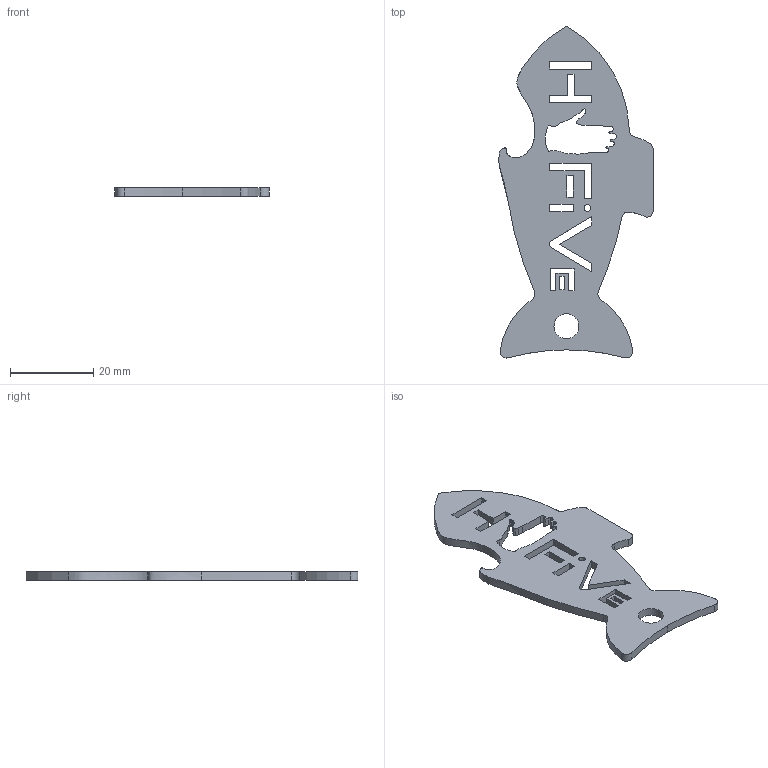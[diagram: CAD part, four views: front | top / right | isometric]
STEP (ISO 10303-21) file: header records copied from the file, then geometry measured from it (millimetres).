
FILE_DESCRIPTION(/* description */ (''),/* implementation_level */ '2;1');
FILE_NAME(/* name */ 'Deck_box_mounting_rev2-2_fish.step',/* time_stamp */ '2023-08-29T16:01:38+02:00',/* author */ (''),/* organization */ (''),/* preprocessor_version */ 'ST-DEVELOPER v20',/* originating_system */ 'Autodesk Translation Framework v12.9.0.99',/* authorisation */ '');
FILE_SCHEMA (('AUTOMOTIVE_DESIGN { 1 0 10303 214 3 1 1 }'));
Length unit declared in the file: millimetre
Products named in the file (1): Deck_box_mounting_v2
Bounding box: 37.1 x 79.86 x 2 mm (x, y, z)
Volume: 3286.8 mm3; surface area: 4316.7 mm2
Topology: 1 solids, 1 shells, 126 faces, 372 edges, 248 vertices
Faces by surface type: plane 66, cylinder 58, bspline 2
Full cylindrical faces by diameter (mm): 1.561 x1, 6 x1
Entity records: 4803 total; most frequent: CARTESIAN_POINT 1265, ORIENTED_EDGE 744, DIRECTION 734, EDGE_CURVE 372, LINE 252, VECTOR 252, VERTEX_POINT 248, AXIS2_PLACEMENT_3D 241
